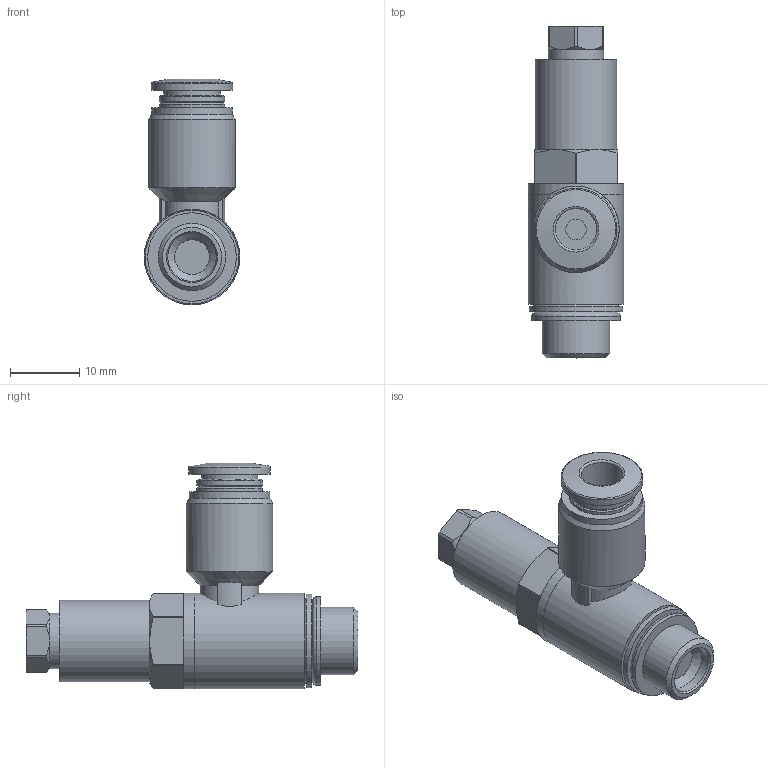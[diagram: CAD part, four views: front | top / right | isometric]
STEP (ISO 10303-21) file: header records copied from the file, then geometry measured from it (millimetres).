
FILE_DESCRIPTION(/* description */ ('STEP AP214'),/* implementation_level */ '2;1');
FILE_NAME(/* name */ '530040_HGL-1_8-QS-6',/* time_stamp */ '2024-08-21T02:12:17+02:00',/* author */ ('License CC BY-ND 4.0'),/* organization */ ('CADENAS'),/* preprocessor_version */ 'ST-DEVELOPER v19.3',/* originating_system */ 'PARTsolutions',/* authorisation */ ' ');
FILE_SCHEMA (('AUTOMOTIVE_DESIGN {1 0 10303 214 3 1 1}'));
Length unit declared in the file: millimetre
Products named in the file (1): 530040 HGL-1/8-QS-6
Bounding box: 13.8 x 47.95 x 32.6 mm (x, y, z)
Volume: 6759.1 mm3; surface area: 3753.4 mm2
Topology: 1 solids, 1 shells, 88 faces, 192 edges, 119 vertices
Faces by surface type: plane 37, cylinder 28, cone 19, torus 4
Full cylindrical faces by diameter (mm): 3 x1, 4.134 x1, 6 x1, 7 x1, 8 x1, 8.1 x1, 9.5 x2, 9.728 x1, 10 x1, 11.675 x1, 11.8 x2, 12.5 x1, 12.8 x1, 13.5 x1, 13.78 x1, 13.8 x1
Entity records: 2883 total; most frequent: CARTESIAN_POINT 451, DIRECTION 390, ORIENTED_EDGE 308, AXIS2_PLACEMENT_3D 173, EDGE_CURVE 154, EDGE_LOOP 136, FACE_BOUND 136, VERTEX_POINT 116
